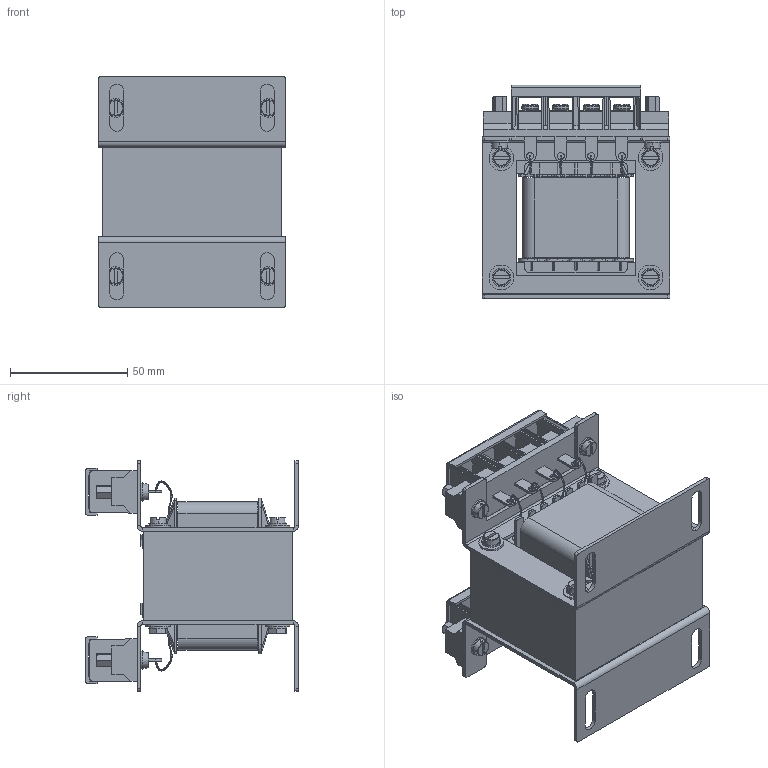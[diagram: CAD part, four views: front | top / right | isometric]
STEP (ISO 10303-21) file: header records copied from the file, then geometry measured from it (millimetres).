
FILE_DESCRIPTION (( 'STEP AP214' ), '1' );
FILE_NAME ('9601 step.STEP', '2025-04-19T12:34:33', ( 'Admin' ), ( '' ), 'SwSTEP 2.0', 'SolidWorks 2022', '' );
FILE_SCHEMA (( 'AUTOMOTIVE_DESIGN' ));
Length unit declared in the file: millimetre
Products named in the file (1): 9601 step
Bounding box: 80 x 90.8 x 98.1 mm (x, y, z)
Volume: 266554.4 mm3; surface area: 126444.8 mm2
Topology: 54 solids, 54 shells, 2609 faces, 6589 edges, 4106 vertices
Faces by surface type: plane 1551, cylinder 610, bspline 184, torus 136, cone 128
Entity records: 117447 total; most frequent: CARTESIAN_POINT 27415, ORIENTED_EDGE 13114, DIRECTION 11645, EDGE_CURVE 6557, VERTEX_POINT 4106, LINE 4089, VECTOR 4089, AXIS2_PLACEMENT_3D 3778
